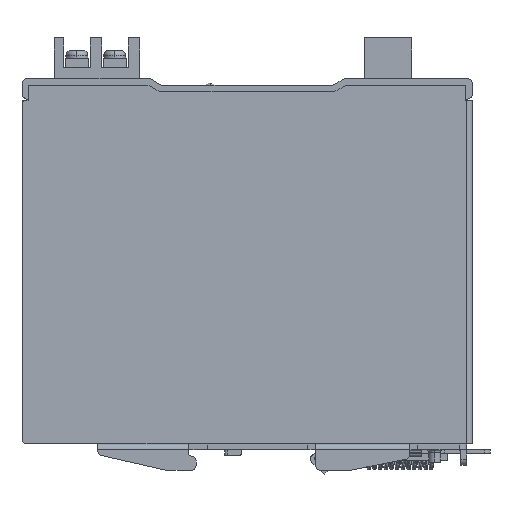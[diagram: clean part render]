
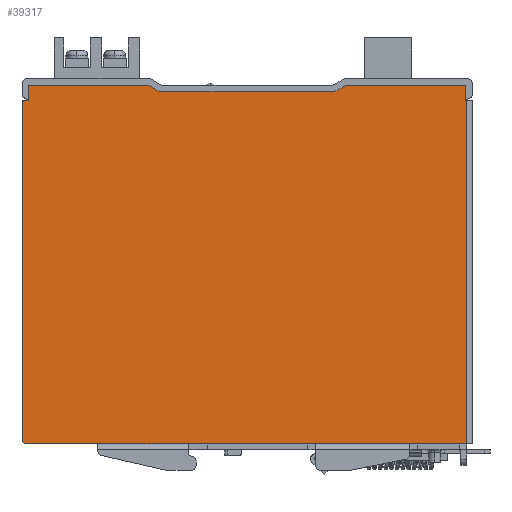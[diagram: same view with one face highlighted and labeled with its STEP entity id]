
A CAD part, left-side view. The second image highlights one B-rep face of the part: STEP entity #39317.
In plain terms, the highlighted planar face has unit normal (-1, 0, 0).
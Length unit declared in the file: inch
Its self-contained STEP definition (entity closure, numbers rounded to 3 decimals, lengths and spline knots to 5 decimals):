
#3245 = VERTEX_POINT ( 'NONE', #46002 ) ;
#3336 = EDGE_CURVE ( 'NONE', #3356, #3245, #46351, .T. ) ;
#3356 = VERTEX_POINT ( 'NONE', #46343 ) ;
#3468 = VERTEX_POINT ( 'NONE', #46747 ) ;
#3496 = EDGE_CURVE ( 'NONE', #3497, #3468, #46709, .T. ) ;
#3497 = VERTEX_POINT ( 'NONE', #46801 ) ;
#3546 = EDGE_CURVE ( 'NONE', #3550, #3497, #46905, .T. ) ;
#3550 = VERTEX_POINT ( 'NONE', #46898 ) ;
#9558 = VERTEX_POINT ( 'NONE', #51344 ) ;
#9563 = EDGE_CURVE ( 'NONE', #9558, #9870, #51430, .T. ) ;
#9870 = VERTEX_POINT ( 'NONE', #51713 ) ;
#9876 = EDGE_CURVE ( 'NONE', #9870, #39370, #51228, .T. ) ;
#13597 = CARTESIAN_POINT ( 'NONE',  ( -1.673, 2.33, -3.86 ) ) ;
#13654 = DIRECTION ( 'NONE',  ( 0., -1., 0. ) ) ;
#13656 = VECTOR ( 'NONE', #13654, 39.37008 ) ;
#13657 = CARTESIAN_POINT ( 'NONE',  ( -1.673, -2.38, -3.86 ) ) ;
#13668 = CARTESIAN_POINT ( 'NONE',  ( -1.673, -2.32, -3.86 ) ) ;
#13671 = LINE ( 'NONE', #13657, #13656 ) ;
#16045 = DIRECTION ( 'NONE',  ( 0., 0., -1. ) ) ;
#16046 = VECTOR ( 'NONE', #16045, 39.37008 ) ;
#16048 = CARTESIAN_POINT ( 'NONE',  ( -1.673, 2.31, -0.07 ) ) ;
#16049 = LINE ( 'NONE', #16048, #16046 ) ;
#16073 = CARTESIAN_POINT ( 'NONE',  ( -1.673, 2.31, -0.07 ) ) ;
#16476 = CARTESIAN_POINT ( 'NONE',  ( -1.673, 0.89268, -0.14 ) ) ;
#16478 = AXIS2_PLACEMENT_3D ( 'NONE', #16600, #16585, #16584 ) ;
#16484 = VECTOR ( 'NONE', #16604, 39.37008 ) ;
#16486 = CARTESIAN_POINT ( 'NONE',  ( -1.673, -2.32, -0.01 ) ) ;
#16490 = PLANE ( 'NONE',  #16478 ) ;
#16498 = LINE ( 'NONE', #16486, #16484 ) ;
#16584 = DIRECTION ( 'NONE',  ( 0., -1., 0. ) ) ;
#16585 = DIRECTION ( 'NONE',  ( -1., 0., 0. ) ) ;
#16600 = CARTESIAN_POINT ( 'NONE',  ( -1.673, -0.89268, -0.01 ) ) ;
#16602 = FACE_OUTER_BOUND ( 'NONE', #39551, .T. ) ;
#16604 = DIRECTION ( 'NONE',  ( 0., 0., 1. ) ) ;
#16679 = DIRECTION ( 'NONE',  ( 0., 0., 1. ) ) ;
#16680 = VECTOR ( 'NONE', #16679, 39.37008 ) ;
#16681 = CARTESIAN_POINT ( 'NONE',  ( -1.673, -2.31, -0.22106 ) ) ;
#16683 = LINE ( 'NONE', #16681, #16680 ) ;
#16723 = CARTESIAN_POINT ( 'NONE',  ( -1.673, -2.31, -0.22 ) ) ;
#16799 = DIRECTION ( 'NONE',  ( 0., -1., 0. ) ) ;
#16801 = DIRECTION ( 'NONE',  ( 1., 0., 0. ) ) ;
#16803 = CARTESIAN_POINT ( 'NONE',  ( -1.673, -0.89268, -0.01 ) ) ;
#16843 = AXIS2_PLACEMENT_3D ( 'NONE', #16803, #16801, #16799 ) ;
#16850 = CIRCLE ( 'NONE', #16843, 0.13 ) ;
#16988 = CARTESIAN_POINT ( 'NONE',  ( -1.673, -0.89268, -0.14 ) ) ;
#17067 = CARTESIAN_POINT ( 'NONE',  ( -1.673, -0.95768, -0.12258 ) ) ;
#17072 = DIRECTION ( 'NONE',  ( 0., 1., 0. ) ) ;
#17073 = VECTOR ( 'NONE', #17072, 39.37008 ) ;
#17084 = CARTESIAN_POINT ( 'NONE',  ( -1.673, -0.89268, -0.14 ) ) ;
#17085 = LINE ( 'NONE', #17084, #17073 ) ;
#17089 = DIRECTION ( 'NONE',  ( 0., 0.866, -0.5 ) ) ;
#17090 = VECTOR ( 'NONE', #17089, 39.37008 ) ;
#17092 = CARTESIAN_POINT ( 'NONE',  ( -1.673, -1.04876, -0.07 ) ) ;
#17093 = LINE ( 'NONE', #17092, #17090 ) ;
#17096 = CARTESIAN_POINT ( 'NONE',  ( -1.673, 1.04876, -0.07 ) ) ;
#17181 = DIRECTION ( 'NONE',  ( 0., 1., 0. ) ) ;
#17183 = VECTOR ( 'NONE', #17181, 39.37008 ) ;
#17186 = CARTESIAN_POINT ( 'NONE',  ( -1.673, -2.31, -0.07 ) ) ;
#17187 = LINE ( 'NONE', #17186, #17183 ) ;
#17201 = CARTESIAN_POINT ( 'NONE',  ( -1.673, -1.04876, -0.07 ) ) ;
#17204 = CARTESIAN_POINT ( 'NONE',  ( -1.673, -2.31, -0.07 ) ) ;
#17919 = DIRECTION ( 'NONE',  ( 0., -1., 0. ) ) ;
#17921 = DIRECTION ( 'NONE',  ( -1., 0., 0. ) ) ;
#17922 = CARTESIAN_POINT ( 'NONE',  ( -1.673, 2.33, -3.81 ) ) ;
#17924 = AXIS2_PLACEMENT_3D ( 'NONE', #17922, #17921, #17919 ) ;
#17939 = CIRCLE ( 'NONE', #17924, 0.05 ) ;
#19254 = VERTEX_POINT ( 'NONE', #43084 ) ;
#20477 = EDGE_CURVE ( 'NONE', #39496, #39149, #44615, .T. ) ;
#20889 = ORIENTED_EDGE ( 'NONE', *, *, #3546, .T. ) ;
#20901 = ORIENTED_EDGE ( 'NONE', *, *, #39153, .T. ) ;
#20917 = EDGE_CURVE ( 'NONE', #19254, #39496, #45207, .T. ) ;
#21715 = EDGE_CURVE ( 'NONE', #39323, #19254, #46365, .T. ) ;
#27672 = EDGE_CURVE ( 'NONE', #3468, #3245, #58662, .T. ) ;
#32462 = ORIENTED_EDGE ( 'NONE', *, *, #3496, .T. ) ;
#32590 = ORIENTED_EDGE ( 'NONE', *, *, #39412, .T. ) ;
#32607 = ORIENTED_EDGE ( 'NONE', *, *, #27672, .T. ) ;
#32655 = ORIENTED_EDGE ( 'NONE', *, *, #20477, .T. ) ;
#37015 = VERTEX_POINT ( 'NONE', #13668 ) ;
#37016 = VERTEX_POINT ( 'NONE', #13597 ) ;
#37018 = EDGE_CURVE ( 'NONE', #37016, #37015, #13671, .T. ) ;
#39149 = VERTEX_POINT ( 'NONE', #16073 ) ;
#39153 = EDGE_CURVE ( 'NONE', #39149, #3550, #16049, .T. ) ;
#39156 = ORIENTED_EDGE ( 'NONE', *, *, #9563, .T. ) ;
#39218 = ORIENTED_EDGE ( 'NONE', *, *, #39369, .T. ) ;
#39271 = ORIENTED_EDGE ( 'NONE', *, *, #37018, .T. ) ;
#39294 = ORIENTED_EDGE ( 'NONE', *, *, #39315, .T. ) ;
#39315 = EDGE_CURVE ( 'NONE', #37015, #9558, #16498, .T. ) ;
#39317 = ADVANCED_FACE ( 'NONE', ( #16602 ), #16490, .T. ) ;
#39319 = ORIENTED_EDGE ( 'NONE', *, *, #39821, .T. ) ;
#39321 = ORIENTED_EDGE ( 'NONE', *, *, #39506, .T. ) ;
#39323 = VERTEX_POINT ( 'NONE', #16476 ) ;
#39369 = EDGE_CURVE ( 'NONE', #39370, #39560, #16683, .T. ) ;
#39370 = VERTEX_POINT ( 'NONE', #16723 ) ;
#39403 = ORIENTED_EDGE ( 'NONE', *, *, #21715, .T. ) ;
#39407 = ORIENTED_EDGE ( 'NONE', *, *, #20917, .T. ) ;
#39412 = EDGE_CURVE ( 'NONE', #39521, #39494, #16850, .T. ) ;
#39489 = ORIENTED_EDGE ( 'NONE', *, *, #39571, .T. ) ;
#39494 = VERTEX_POINT ( 'NONE', #16988 ) ;
#39495 = EDGE_CURVE ( 'NONE', #39561, #39521, #17093, .T. ) ;
#39496 = VERTEX_POINT ( 'NONE', #17096 ) ;
#39497 = ORIENTED_EDGE ( 'NONE', *, *, #39495, .T. ) ;
#39506 = EDGE_CURVE ( 'NONE', #39494, #39323, #17085, .T. ) ;
#39521 = VERTEX_POINT ( 'NONE', #17067 ) ;
#39551 = EDGE_LOOP ( 'NONE', ( #39804, #39319, #39271, #39294, #39156, #39572, #39218, #39489, #39497, #32590, #39321, #39403, #39407, #32655, #20901, #20889, #32462, #32607 ) ) ;
#39560 = VERTEX_POINT ( 'NONE', #17204 ) ;
#39561 = VERTEX_POINT ( 'NONE', #17201 ) ;
#39571 = EDGE_CURVE ( 'NONE', #39560, #39561, #17187, .T. ) ;
#39572 = ORIENTED_EDGE ( 'NONE', *, *, #9876, .T. ) ;
#39804 = ORIENTED_EDGE ( 'NONE', *, *, #3336, .F. ) ;
#39821 = EDGE_CURVE ( 'NONE', #3356, #37016, #17939, .T. ) ;
#43084 = CARTESIAN_POINT ( 'NONE',  ( -1.673, 0.95768, -0.12258 ) ) ;
#44494 = CARTESIAN_POINT ( 'NONE',  ( -1.673, 1.04876, -0.07 ) ) ;
#44613 = DIRECTION ( 'NONE',  ( 0., 1., 0. ) ) ;
#44614 = VECTOR ( 'NONE', #44613, 39.37008 ) ;
#44615 = LINE ( 'NONE', #44494, #44614 ) ;
#45206 = VECTOR ( 'NONE', #45229, 39.37008 ) ;
#45207 = LINE ( 'NONE', #45216, #45206 ) ;
#45216 = CARTESIAN_POINT ( 'NONE',  ( -1.673, 0.95768, -0.12258 ) ) ;
#45229 = DIRECTION ( 'NONE',  ( 0., 0.866, 0.5 ) ) ;
#46002 = CARTESIAN_POINT ( 'NONE',  ( -1.673, 2.38, -0.28 ) ) ;
#46332 = CARTESIAN_POINT ( 'NONE',  ( -1.673, 0.89268, -0.01 ) ) ;
#46343 = CARTESIAN_POINT ( 'NONE',  ( -1.673, 2.38, -3.81 ) ) ;
#46346 = DIRECTION ( 'NONE',  ( 0., 0., 1. ) ) ;
#46348 = VECTOR ( 'NONE', #46346, 39.37008 ) ;
#46349 = CARTESIAN_POINT ( 'NONE',  ( -1.673, 2.38, -3.86 ) ) ;
#46350 = AXIS2_PLACEMENT_3D ( 'NONE', #46332, #46457, #46456 ) ;
#46351 = LINE ( 'NONE', #46349, #46348 ) ;
#46365 = CIRCLE ( 'NONE', #46350, 0.13 ) ;
#46456 = DIRECTION ( 'NONE',  ( 0., -1., 0. ) ) ;
#46457 = DIRECTION ( 'NONE',  ( 1., 0., 0. ) ) ;
#46709 = LINE ( 'NONE', #46781, #46779 ) ;
#46747 = CARTESIAN_POINT ( 'NONE',  ( -1.673, 2.33, -0.23 ) ) ;
#46778 = DIRECTION ( 'NONE',  ( 0., 1., 0. ) ) ;
#46779 = VECTOR ( 'NONE', #46778, 39.37008 ) ;
#46781 = CARTESIAN_POINT ( 'NONE',  ( -1.673, 2.56973, -0.23 ) ) ;
#46801 = CARTESIAN_POINT ( 'NONE',  ( -1.673, 2.31, -0.23 ) ) ;
#46898 = CARTESIAN_POINT ( 'NONE',  ( -1.673, 2.31, -0.22 ) ) ;
#46902 = DIRECTION ( 'NONE',  ( 0., 0., -1. ) ) ;
#46903 = VECTOR ( 'NONE', #46902, 39.37008 ) ;
#46904 = CARTESIAN_POINT ( 'NONE',  ( -1.673, 2.31, -0.07 ) ) ;
#46905 = LINE ( 'NONE', #46904, #46903 ) ;
#51203 = DIRECTION ( 'NONE',  ( 0., 0., 1. ) ) ;
#51211 = CARTESIAN_POINT ( 'NONE',  ( -1.673, -2.31, -0.23 ) ) ;
#51212 = VECTOR ( 'NONE', #51203, 39.37008 ) ;
#51228 = LINE ( 'NONE', #51211, #51212 ) ;
#51336 = CARTESIAN_POINT ( 'NONE',  ( -1.673, -2.31, -0.23 ) ) ;
#51344 = CARTESIAN_POINT ( 'NONE',  ( -1.673, -2.32, -0.23 ) ) ;
#51427 = DIRECTION ( 'NONE',  ( 0., 1., 0. ) ) ;
#51428 = VECTOR ( 'NONE', #51427, 39.37008 ) ;
#51430 = LINE ( 'NONE', #51336, #51428 ) ;
#51713 = CARTESIAN_POINT ( 'NONE',  ( -1.673, -2.31, -0.23 ) ) ;
#58628 = DIRECTION ( 'NONE',  ( 0., -1., 0. ) ) ;
#58630 = DIRECTION ( 'NONE',  ( -1., 0., 0. ) ) ;
#58633 = CARTESIAN_POINT ( 'NONE',  ( -1.673, 2.33, -0.28 ) ) ;
#58662 = CIRCLE ( 'NONE', #58677, 0.05 ) ;
#58677 = AXIS2_PLACEMENT_3D ( 'NONE', #58633, #58630, #58628 ) ;
